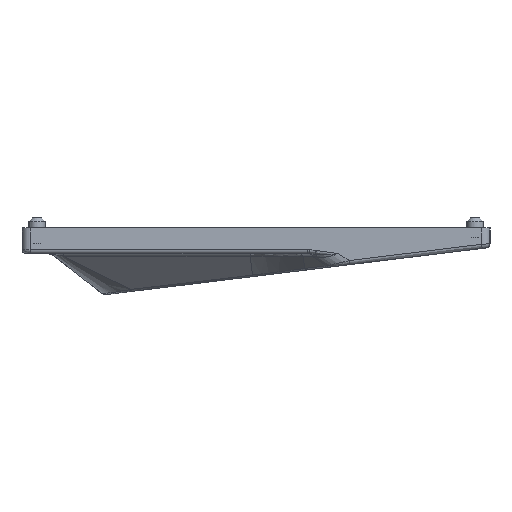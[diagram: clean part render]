
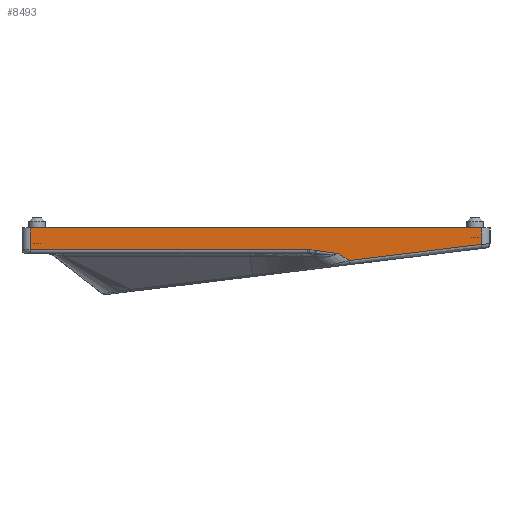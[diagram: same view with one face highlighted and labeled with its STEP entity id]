
A CAD part, left-side view. The second image highlights one B-rep face of the part: STEP entity #8493.
In plain terms, the highlighted planar face has unit normal (-1, 0, 0).
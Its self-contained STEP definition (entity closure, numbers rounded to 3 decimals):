
#259=B_SPLINE_CURVE_WITH_KNOTS('',3,(#13725,#13726,#13727,#13728),
 .UNSPECIFIED.,.F.,.F.,(4,4),(-10.426,-7.218),
 .UNSPECIFIED.);
#260=B_SPLINE_CURVE_WITH_KNOTS('',3,(#13762,#13763,#13764,#13765,#13766,
#13767),.UNSPECIFIED.,.F.,.F.,(4,2,4),(-0.003,0.,0.543),
 .UNSPECIFIED.);
#261=B_SPLINE_CURVE_WITH_KNOTS('',3,(#13790,#13791,#13792,#13793),
 .UNSPECIFIED.,.F.,.F.,(4,4),(-0.152,0.),
 .UNSPECIFIED.);
#327=ELLIPSE('',#8983,5.222,3.);
#390=LINE('',#13730,#1079);
#391=LINE('',#13820,#1080);
#564=LINE('',#14794,#1253);
#565=LINE('',#14797,#1254);
#566=LINE('',#14798,#1255);
#1079=VECTOR('',#10116,10.);
#1080=VECTOR('',#10127,10.);
#1253=VECTOR('',#10702,10.);
#1254=VECTOR('',#10705,10.);
#1255=VECTOR('',#10706,10.);
#2144=FACE_OUTER_BOUND('',#2694,.T.);
#2694=EDGE_LOOP('',(#6356,#6357,#6358,#6359,#6360,#6361,#6362,#6363,#6364));
#3616=VERTEX_POINT('',#12900);
#3626=VERTEX_POINT('',#13403);
#3645=VERTEX_POINT('',#13689);
#3646=VERTEX_POINT('',#13761);
#3647=VERTEX_POINT('',#13789);
#3648=VERTEX_POINT('',#13815);
#3649=VERTEX_POINT('',#13819);
#3848=VERTEX_POINT('',#14792);
#3849=VERTEX_POINT('',#14796);
#4489=EDGE_CURVE('',#3645,#3626,#259,.T.);
#4490=EDGE_CURVE('',#3626,#3616,#390,.T.);
#4491=EDGE_CURVE('',#3616,#3646,#260,.T.);
#4493=EDGE_CURVE('',#3646,#3647,#261,.T.);
#4495=EDGE_CURVE('',#3647,#3648,#327,.T.);
#4497=EDGE_CURVE('',#3648,#3649,#391,.T.);
#4791=EDGE_CURVE('',#3848,#3645,#564,.T.);
#4792=EDGE_CURVE('',#3848,#3849,#565,.T.);
#4793=EDGE_CURVE('',#3649,#3849,#566,.T.);
#6356=ORIENTED_EDGE('',*,*,#4497,.F.);
#6357=ORIENTED_EDGE('',*,*,#4495,.F.);
#6358=ORIENTED_EDGE('',*,*,#4493,.F.);
#6359=ORIENTED_EDGE('',*,*,#4491,.F.);
#6360=ORIENTED_EDGE('',*,*,#4490,.F.);
#6361=ORIENTED_EDGE('',*,*,#4489,.F.);
#6362=ORIENTED_EDGE('',*,*,#4791,.F.);
#6363=ORIENTED_EDGE('',*,*,#4792,.T.);
#6364=ORIENTED_EDGE('',*,*,#4793,.F.);
#8177=PLANE('',#9187);
#8493=ADVANCED_FACE('',(#2144),#8177,.T.);
#8983=AXIS2_PLACEMENT_3D('',#13816,#10121,#10122);
#9187=AXIS2_PLACEMENT_3D('',#14795,#10703,#10704);
#10116=DIRECTION('',(0.,0.84,0.543));
#10121=DIRECTION('center_axis',(-1.,0.,0.));
#10122=DIRECTION('ref_axis',(0.,-1.,0.));
#10127=DIRECTION('',(0.,1.,0.));
#10702=DIRECTION('',(0.,0.,-1.));
#10703=DIRECTION('center_axis',(-1.,0.,0.));
#10704=DIRECTION('ref_axis',(0.,0.,1.));
#10705=DIRECTION('',(0.,1.,0.));
#10706=DIRECTION('',(0.,0.,1.));
#12900=CARTESIAN_POINT('',(-905.312,50.07,-4.6));
#13403=CARTESIAN_POINT('',(-905.312,47.524,-6.245));
#13689=CARTESIAN_POINT('',(-905.312,15.68,-2.338));
#13725=CARTESIAN_POINT('Ctrl Pts',(-905.312,15.68,-2.338));
#13726=CARTESIAN_POINT('Ctrl Pts',(-905.312,26.308,-3.643));
#13727=CARTESIAN_POINT('Ctrl Pts',(-905.312,36.907,-4.951));
#13728=CARTESIAN_POINT('Ctrl Pts',(-905.312,47.524,-6.245));
#13730=CARTESIAN_POINT('',(-905.312,59.253,1.333));
#13761=CARTESIAN_POINT('',(-905.312,55.47,-3.822));
#13762=CARTESIAN_POINT('Ctrl Pts',(-905.312,50.07,-4.6));
#13763=CARTESIAN_POINT('Ctrl Pts',(-905.312,50.079,-4.599));
#13764=CARTESIAN_POINT('Ctrl Pts',(-905.312,50.087,-4.598));
#13765=CARTESIAN_POINT('Ctrl Pts',(-905.312,51.892,-4.375));
#13766=CARTESIAN_POINT('Ctrl Pts',(-905.312,53.692,-4.162));
#13767=CARTESIAN_POINT('Ctrl Pts',(-905.312,55.47,-3.822));
#13789=CARTESIAN_POINT('',(-905.312,56.98,-3.62));
#13790=CARTESIAN_POINT('Ctrl Pts',(-905.312,55.47,-3.822));
#13791=CARTESIAN_POINT('Ctrl Pts',(-905.312,55.969,-3.726));
#13792=CARTESIAN_POINT('Ctrl Pts',(-905.312,56.473,-3.654));
#13793=CARTESIAN_POINT('Ctrl Pts',(-905.312,56.98,-3.62));
#13815=CARTESIAN_POINT('',(-905.312,57.58,-3.6));
#13816=CARTESIAN_POINT('Origin',(-905.312,57.58,-6.6));
#13819=CARTESIAN_POINT('',(-905.312,124.18,-3.6));
#13820=CARTESIAN_POINT('',(-905.312,98.055,-3.6));
#14792=CARTESIAN_POINT('',(-905.312,15.68,1.6));
#14794=CARTESIAN_POINT('',(-905.312,15.68,-2.178));
#14795=CARTESIAN_POINT('Origin',(-905.312,69.93,-1.257));
#14796=CARTESIAN_POINT('',(-905.312,124.18,1.6));
#14797=CARTESIAN_POINT('',(-905.312,13.68,1.6));
#14798=CARTESIAN_POINT('',(-905.312,124.18,0.172));
